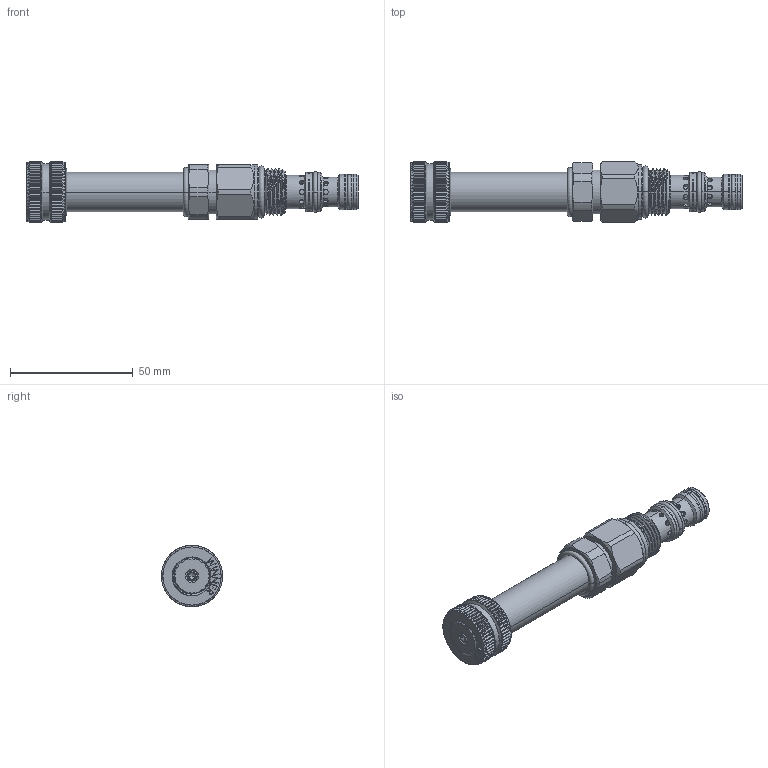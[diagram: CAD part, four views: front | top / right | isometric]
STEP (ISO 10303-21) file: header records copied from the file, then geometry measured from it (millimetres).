
FILE_DESCRIPTION (( 'STEP AP203' ), '1' );
FILE_NAME ('PPP08W3C-B1.STEP', '2024-09-10T08:21:06', ( '' ), ( '' ), 'SwSTEP 2.0', 'SolidWorks 2018', '' );
FILE_SCHEMA (( 'CONFIG_CONTROL_DESIGN' ));
Length unit declared in the file: millimetre
Products named in the file (1): PPP08W3C-B1
Bounding box: 135 x 25 x 25 mm (x, y, z)
Volume: 35962.5 mm3; surface area: 11316.5 mm2
Topology: 1 solids, 1 shells, 1080 faces, 2853 edges, 1813 vertices
Faces by surface type: cylinder 468, plane 432, cone 145, torus 21, bspline 14
Entity records: 39566 total; most frequent: CARTESIAN_POINT 13893, ORIENTED_EDGE 5702, DIRECTION 4976, EDGE_CURVE 2851, AXIS2_PLACEMENT_3D 1932, VERTEX_POINT 1813, EDGE_LOOP 1122, LINE 1112
